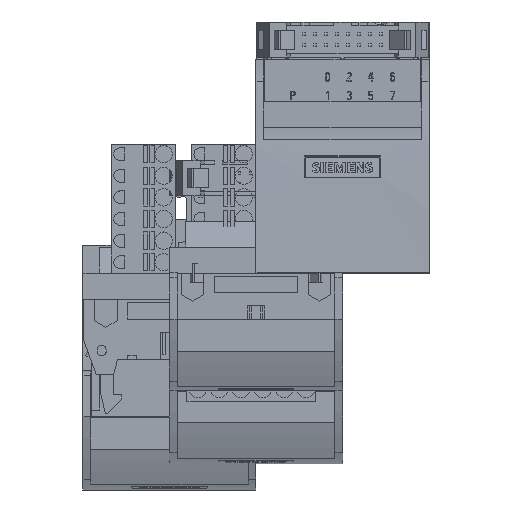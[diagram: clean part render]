
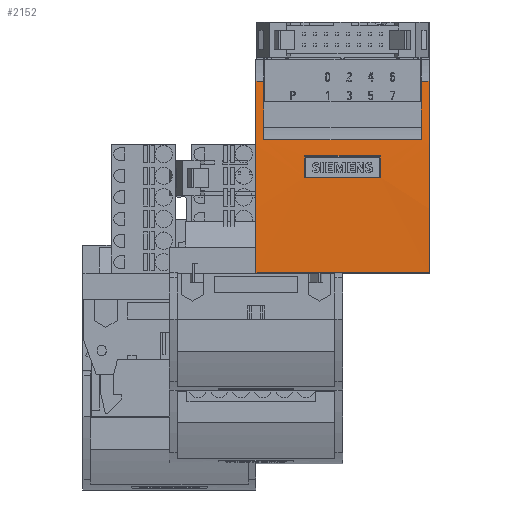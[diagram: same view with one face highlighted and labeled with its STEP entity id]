
A CAD part, top view. The second image highlights one B-rep face of the part: STEP entity #2152.
In plain terms, the highlighted cylindrical face has radius 400 mm (diameter 800 mm), a partial arc.
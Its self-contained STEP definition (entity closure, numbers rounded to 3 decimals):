
#2152 = ADVANCED_FACE( '', ( #5304, #5305 ), #5306, .T. );
#5304 = FACE_OUTER_BOUND( '', #9477, .T. );
#5305 = FACE_BOUND( '', #9478, .T. );
#5306 = CYLINDRICAL_SURFACE( '', #9479, 400. );
#9477 = EDGE_LOOP( '', ( #15927, #15928, #15929, #15930, #15931, #15932, #15933, #15934 ) );
#9478 = EDGE_LOOP( '', ( #15935, #15936, #15937, #15938 ) );
#9479 = AXIS2_PLACEMENT_3D( '', #15939, #15940, #15941 );
#15927 = ORIENTED_EDGE( '', *, *, #26097, .T. );
#15928 = ORIENTED_EDGE( '', *, *, #26098, .T. );
#15929 = ORIENTED_EDGE( '', *, *, #26099, .T. );
#15930 = ORIENTED_EDGE( '', *, *, #25389, .F. );
#15931 = ORIENTED_EDGE( '', *, *, #26100, .T. );
#15932 = ORIENTED_EDGE( '', *, *, #26101, .T. );
#15933 = ORIENTED_EDGE( '', *, *, #26102, .F. );
#15934 = ORIENTED_EDGE( '', *, *, #24647, .F. );
#15935 = ORIENTED_EDGE( '', *, *, #24141, .F. );
#15936 = ORIENTED_EDGE( '', *, *, #26103, .T. );
#15937 = ORIENTED_EDGE( '', *, *, #26104, .T. );
#15938 = ORIENTED_EDGE( '', *, *, #26105, .F. );
#15939 = CARTESIAN_POINT( '', ( 20., 372.5, 0. ) );
#15940 = DIRECTION( '', ( -1., 0., 0. ) );
#15941 = DIRECTION( '', ( 0., 0., 1. ) );
#24141 = EDGE_CURVE( '', #28218, #28219, #28220, .T. );
#24647 = EDGE_CURVE( '', #29128, #29130, #29131, .T. );
#25389 = EDGE_CURVE( '', #30406, #30408, #30409, .T. );
#26097 = EDGE_CURVE( '', #29128, #31556, #31557, .T. );
#26098 = EDGE_CURVE( '', #31556, #31558, #31559, .T. );
#26099 = EDGE_CURVE( '', #31558, #30408, #31560, .T. );
#26100 = EDGE_CURVE( '', #30406, #31561, #31562, .T. );
#26101 = EDGE_CURVE( '', #31561, #31563, #31564, .T. );
#26102 = EDGE_CURVE( '', #29130, #31563, #31565, .T. );
#26103 = EDGE_CURVE( '', #28218, #31566, #31567, .T. );
#26104 = EDGE_CURVE( '', #31566, #31568, #31569, .T. );
#26105 = EDGE_CURVE( '', #28219, #31568, #31570, .T. );
#28218 = VERTEX_POINT( '', #34273 );
#28219 = VERTEX_POINT( '', #34274 );
#28220 = CIRCLE( '', #34275, 400. );
#29128 = VERTEX_POINT( '', #35736 );
#29130 = VERTEX_POINT( '', #35738 );
#29131 = CIRCLE( '', #35739, 400. );
#30406 = VERTEX_POINT( '', #37834 );
#30408 = VERTEX_POINT( '', #37836 );
#30409 = CIRCLE( '', #37837, 400. );
#31556 = VERTEX_POINT( '', #40185 );
#31557 = LINE( '', #40186, #40187 );
#31558 = VERTEX_POINT( '', #40188 );
#31559 = CIRCLE( '', #40189, 400. );
#31560 = LINE( '', #40190, #40191 );
#31561 = VERTEX_POINT( '', #40192 );
#31562 = LINE( '', #40193, #40194 );
#31563 = VERTEX_POINT( '', #40195 );
#31564 = CIRCLE( '', #40196, 400. );
#31565 = LINE( '', #40197, #40198 );
#31566 = VERTEX_POINT( '', #40199 );
#31567 = LINE( '', #40200, #40201 );
#31568 = VERTEX_POINT( '', #40202 );
#31569 = CIRCLE( '', #40203, 400. );
#31570 = LINE( '', #40204, #40205 );
#34273 = CARTESIAN_POINT( '', ( 8.75, -26.889, 22.093 ) );
#34274 = CARTESIAN_POINT( '', ( 8.75, -26.588, 26.996 ) );
#34275 = AXIS2_PLACEMENT_3D( '', #45431, #45432, #45433 );
#35736 = CARTESIAN_POINT( '', ( 20., -25.039, 44.3 ) );
#35738 = CARTESIAN_POINT( '', ( 20., -27.5, 0. ) );
#35739 = AXIS2_PLACEMENT_3D( '', #45916, #45917, #45918 );
#37834 = CARTESIAN_POINT( '', ( -18.2, -25.039, 44.3 ) );
#37836 = CARTESIAN_POINT( '', ( -18.2, -26.32, 30.7 ) );
#37837 = AXIS2_PLACEMENT_3D( '', #46685, #46686, #46687 );
#40185 = CARTESIAN_POINT( '', ( 18.2, -25.039, 44.3 ) );
#40186 = CARTESIAN_POINT( '', ( 20., -25.039, 44.3 ) );
#40187 = VECTOR( '', #47392, 1000. );
#40188 = CARTESIAN_POINT( '', ( 18.2, -26.32, 30.7 ) );
#40189 = AXIS2_PLACEMENT_3D( '', #47393, #47394, #47395 );
#40190 = CARTESIAN_POINT( '', ( 18.2, -26.32, 30.7 ) );
#40191 = VECTOR( '', #47396, 1000. );
#40192 = CARTESIAN_POINT( '', ( -20., -25.039, 44.3 ) );
#40193 = CARTESIAN_POINT( '', ( 20., -25.039, 44.3 ) );
#40194 = VECTOR( '', #47397, 1000. );
#40195 = CARTESIAN_POINT( '', ( -20., -27.5, 0. ) );
#40196 = AXIS2_PLACEMENT_3D( '', #47398, #47399, #47400 );
#40197 = CARTESIAN_POINT( '', ( 20., -27.5, 0. ) );
#40198 = VECTOR( '', #47401, 1000. );
#40199 = CARTESIAN_POINT( '', ( -8.75, -26.889, 22.093 ) );
#40200 = CARTESIAN_POINT( '', ( 8.75, -26.889, 22.093 ) );
#40201 = VECTOR( '', #47402, 1000. );
#40202 = CARTESIAN_POINT( '', ( -8.75, -26.588, 26.996 ) );
#40203 = AXIS2_PLACEMENT_3D( '', #47403, #47404, #47405 );
#40204 = CARTESIAN_POINT( '', ( 8.75, -26.588, 26.996 ) );
#40205 = VECTOR( '', #47406, 1000. );
#45431 = CARTESIAN_POINT( '', ( 8.75, 372.5, 0. ) );
#45432 = DIRECTION( '', ( -1., 0., 0. ) );
#45433 = DIRECTION( '', ( 0., 1., 0. ) );
#45916 = CARTESIAN_POINT( '', ( 20., 372.5, 0. ) );
#45917 = DIRECTION( '', ( 1., 0., 0. ) );
#45918 = DIRECTION( '', ( 0., 1., 0. ) );
#46685 = CARTESIAN_POINT( '', ( -18.2, 372.5, 0. ) );
#46686 = DIRECTION( '', ( 1., 0., 0. ) );
#46687 = DIRECTION( '', ( 0., 1., 0. ) );
#47392 = DIRECTION( '', ( -1., 0., 0. ) );
#47393 = CARTESIAN_POINT( '', ( 18.2, 372.5, 0. ) );
#47394 = DIRECTION( '', ( 1., 0., 0. ) );
#47395 = DIRECTION( '', ( 0., 1., 0. ) );
#47396 = DIRECTION( '', ( -1., 0., 0. ) );
#47397 = DIRECTION( '', ( -1., 0., 0. ) );
#47398 = CARTESIAN_POINT( '', ( -20., 372.5, 0. ) );
#47399 = DIRECTION( '', ( 1., 0., 0. ) );
#47400 = DIRECTION( '', ( 0., 1., 0. ) );
#47401 = DIRECTION( '', ( -1., 0., 0. ) );
#47402 = DIRECTION( '', ( -1., 0., 0. ) );
#47403 = CARTESIAN_POINT( '', ( -8.75, 372.5, 0. ) );
#47404 = DIRECTION( '', ( -1., 0., 0. ) );
#47405 = DIRECTION( '', ( 0., 1., 0. ) );
#47406 = DIRECTION( '', ( -1., 0., 0. ) );
